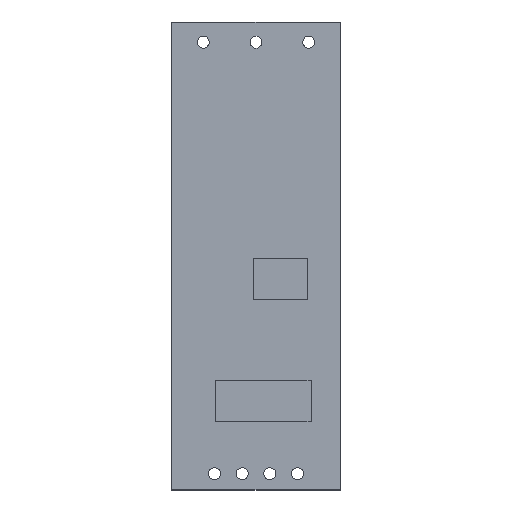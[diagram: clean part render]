
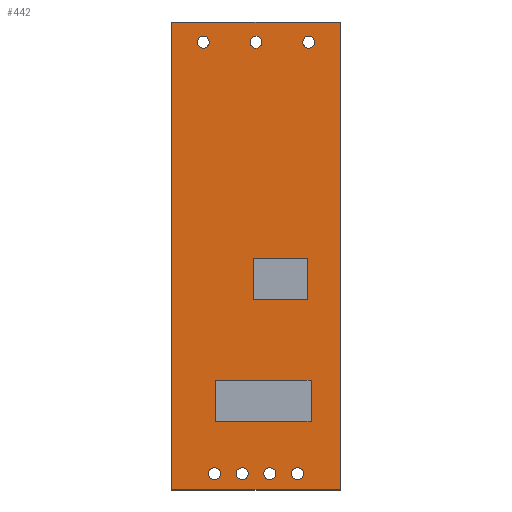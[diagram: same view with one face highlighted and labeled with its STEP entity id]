
A CAD part, top view. The second image highlights one B-rep face of the part: STEP entity #442.
In plain terms, the highlighted planar face has unit normal (0, 0, 1).
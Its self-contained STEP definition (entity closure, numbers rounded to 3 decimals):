
#19=FACE_BOUND('',#88,.T.);
#20=FACE_BOUND('',#89,.T.);
#21=FACE_BOUND('',#90,.T.);
#22=FACE_BOUND('',#91,.T.);
#23=FACE_BOUND('',#92,.T.);
#24=FACE_BOUND('',#93,.T.);
#25=FACE_BOUND('',#94,.T.);
#37=PLANE('',#497);
#62=FACE_OUTER_BOUND('',#87,.T.);
#87=EDGE_LOOP('',(#354,#355,#356,#357));
#88=EDGE_LOOP('',(#358));
#89=EDGE_LOOP('',(#359));
#90=EDGE_LOOP('',(#360));
#91=EDGE_LOOP('',(#361));
#92=EDGE_LOOP('',(#362));
#93=EDGE_LOOP('',(#363));
#94=EDGE_LOOP('',(#364));
#124=LINE('',#684,#167);
#127=LINE('',#690,#170);
#130=LINE('',#696,#173);
#133=LINE('',#700,#176);
#167=VECTOR('',#566,10.);
#170=VECTOR('',#571,10.);
#173=VECTOR('',#576,10.);
#176=VECTOR('',#581,10.);
#201=CIRCLE('',#473,0.55);
#203=CIRCLE('',#476,0.55);
#205=CIRCLE('',#479,0.55);
#207=CIRCLE('',#482,0.55);
#209=CIRCLE('',#485,0.55);
#211=CIRCLE('',#488,0.55);
#213=CIRCLE('',#491,0.55);
#215=VERTEX_POINT('',#636);
#217=VERTEX_POINT('',#642);
#219=VERTEX_POINT('',#648);
#221=VERTEX_POINT('',#654);
#223=VERTEX_POINT('',#660);
#225=VERTEX_POINT('',#666);
#227=VERTEX_POINT('',#672);
#231=VERTEX_POINT('',#681);
#232=VERTEX_POINT('',#683);
#234=VERTEX_POINT('',#689);
#236=VERTEX_POINT('',#695);
#253=EDGE_CURVE('',#215,#215,#201,.T.);
#256=EDGE_CURVE('',#217,#217,#203,.T.);
#259=EDGE_CURVE('',#219,#219,#205,.T.);
#262=EDGE_CURVE('',#221,#221,#207,.T.);
#265=EDGE_CURVE('',#223,#223,#209,.T.);
#268=EDGE_CURVE('',#225,#225,#211,.T.);
#271=EDGE_CURVE('',#227,#227,#213,.T.);
#276=EDGE_CURVE('',#232,#231,#124,.T.);
#279=EDGE_CURVE('',#234,#232,#127,.T.);
#282=EDGE_CURVE('',#236,#234,#130,.T.);
#285=EDGE_CURVE('',#231,#236,#133,.T.);
#354=ORIENTED_EDGE('',*,*,#285,.T.);
#355=ORIENTED_EDGE('',*,*,#282,.T.);
#356=ORIENTED_EDGE('',*,*,#279,.T.);
#357=ORIENTED_EDGE('',*,*,#276,.T.);
#358=ORIENTED_EDGE('',*,*,#253,.T.);
#359=ORIENTED_EDGE('',*,*,#256,.T.);
#360=ORIENTED_EDGE('',*,*,#259,.T.);
#361=ORIENTED_EDGE('',*,*,#262,.T.);
#362=ORIENTED_EDGE('',*,*,#265,.T.);
#363=ORIENTED_EDGE('',*,*,#268,.T.);
#364=ORIENTED_EDGE('',*,*,#271,.T.);
#442=ADVANCED_FACE('',(#62,#19,#20,#21,#22,#23,#24,#25),#37,.T.);
#473=AXIS2_PLACEMENT_3D('',#637,#515,#516);
#476=AXIS2_PLACEMENT_3D('',#643,#522,#523);
#479=AXIS2_PLACEMENT_3D('',#649,#529,#530);
#482=AXIS2_PLACEMENT_3D('',#655,#536,#537);
#485=AXIS2_PLACEMENT_3D('',#661,#543,#544);
#488=AXIS2_PLACEMENT_3D('',#667,#550,#551);
#491=AXIS2_PLACEMENT_3D('',#673,#557,#558);
#497=AXIS2_PLACEMENT_3D('',#701,#582,#583);
#515=DIRECTION('center_axis',(0.,0.,-1.));
#516=DIRECTION('ref_axis',(-1.,0.,0.));
#522=DIRECTION('center_axis',(0.,0.,-1.));
#523=DIRECTION('ref_axis',(-1.,0.,0.));
#529=DIRECTION('center_axis',(0.,0.,-1.));
#530=DIRECTION('ref_axis',(-1.,0.,0.));
#536=DIRECTION('center_axis',(0.,0.,-1.));
#537=DIRECTION('ref_axis',(-1.,0.,0.));
#543=DIRECTION('center_axis',(0.,0.,-1.));
#544=DIRECTION('ref_axis',(-1.,0.,0.));
#550=DIRECTION('center_axis',(0.,0.,-1.));
#551=DIRECTION('ref_axis',(-1.,0.,0.));
#557=DIRECTION('center_axis',(0.,0.,-1.));
#558=DIRECTION('ref_axis',(-1.,0.,0.));
#566=DIRECTION('',(0.,1.,0.));
#571=DIRECTION('',(1.,0.,0.));
#576=DIRECTION('',(0.,-1.,0.));
#581=DIRECTION('',(-1.,0.,0.));
#582=DIRECTION('center_axis',(0.,0.,1.));
#583=DIRECTION('ref_axis',(1.,0.,0.));
#636=CARTESIAN_POINT('',(5.4,19.65,1.6));
#637=CARTESIAN_POINT('Origin',(4.85,19.65,1.6));
#642=CARTESIAN_POINT('',(0.55,19.65,1.6));
#643=CARTESIAN_POINT('Origin',(0.,19.65,1.6));
#648=CARTESIAN_POINT('',(-4.3,19.65,1.6));
#649=CARTESIAN_POINT('Origin',(-4.85,19.65,1.6));
#654=CARTESIAN_POINT('',(1.82,-20.,1.6));
#655=CARTESIAN_POINT('Origin',(1.27,-20.,1.6));
#660=CARTESIAN_POINT('',(-0.72,-20.,1.6));
#661=CARTESIAN_POINT('Origin',(-1.27,-20.,1.6));
#666=CARTESIAN_POINT('',(4.36,-20.,1.6));
#667=CARTESIAN_POINT('Origin',(3.81,-20.,1.6));
#672=CARTESIAN_POINT('',(-3.26,-20.,1.6));
#673=CARTESIAN_POINT('Origin',(-3.81,-20.,1.6));
#681=CARTESIAN_POINT('',(7.725,21.5,1.6));
#683=CARTESIAN_POINT('',(7.725,-21.5,1.6));
#684=CARTESIAN_POINT('',(7.725,21.5,1.6));
#689=CARTESIAN_POINT('',(-7.725,-21.5,1.6));
#690=CARTESIAN_POINT('',(7.725,-21.5,1.6));
#695=CARTESIAN_POINT('',(-7.725,21.5,1.6));
#696=CARTESIAN_POINT('',(-7.725,-21.5,1.6));
#700=CARTESIAN_POINT('',(-7.725,21.5,1.6));
#701=CARTESIAN_POINT('Origin',(0.,0.,1.6));
